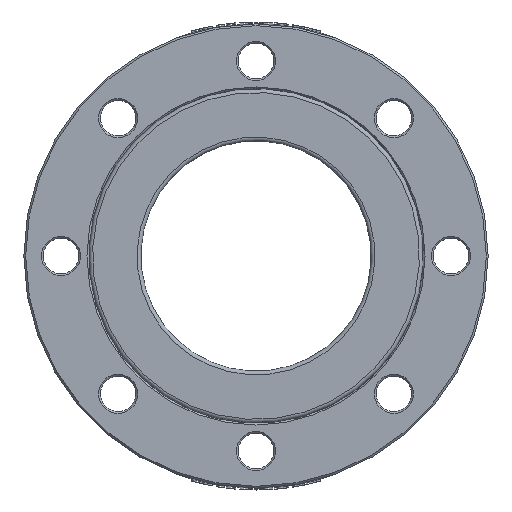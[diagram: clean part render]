
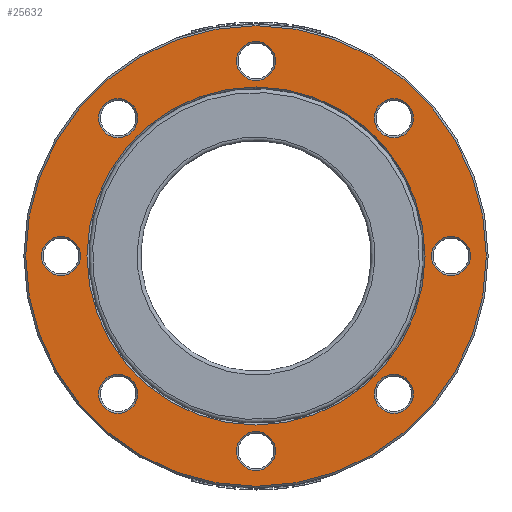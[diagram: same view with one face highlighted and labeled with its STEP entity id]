
A CAD part, left-side view. The second image highlights one B-rep face of the part: STEP entity #25632.
In plain terms, the highlighted planar face has unit normal (-1, 0, 0).
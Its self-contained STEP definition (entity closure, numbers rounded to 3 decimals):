
#5628=PLANE('',#27062);
#6099=FACE_BOUND('',#8642,.T.);
#6100=FACE_BOUND('',#8643,.T.);
#6101=FACE_BOUND('',#8644,.T.);
#6102=FACE_BOUND('',#8645,.T.);
#6103=FACE_BOUND('',#8646,.T.);
#6104=FACE_BOUND('',#8647,.T.);
#6105=FACE_BOUND('',#8648,.T.);
#6106=FACE_BOUND('',#8649,.T.);
#6107=FACE_BOUND('',#8650,.T.);
#7113=FACE_OUTER_BOUND('',#8641,.T.);
#8641=EDGE_LOOP('',(#20795));
#8642=EDGE_LOOP('',(#20796));
#8643=EDGE_LOOP('',(#20797));
#8644=EDGE_LOOP('',(#20798));
#8645=EDGE_LOOP('',(#20799));
#8646=EDGE_LOOP('',(#20800));
#8647=EDGE_LOOP('',(#20801));
#8648=EDGE_LOOP('',(#20802));
#8649=EDGE_LOOP('',(#20803));
#8650=EDGE_LOOP('',(#20804));
#9723=CIRCLE('',#27061,10.5);
#9724=CIRCLE('',#27063,124.);
#9725=CIRCLE('',#27064,10.5);
#9726=CIRCLE('',#27065,10.5);
#9727=CIRCLE('',#27066,10.5);
#9728=CIRCLE('',#27067,10.5);
#9729=CIRCLE('',#27068,10.5);
#9730=CIRCLE('',#27069,10.5);
#9731=CIRCLE('',#27070,91.);
#9732=CIRCLE('',#27071,10.5);
#11601=VERTEX_POINT('',#50290);
#11602=VERTEX_POINT('',#50293);
#11603=VERTEX_POINT('',#50295);
#11604=VERTEX_POINT('',#50297);
#11605=VERTEX_POINT('',#50299);
#11606=VERTEX_POINT('',#50301);
#11607=VERTEX_POINT('',#50303);
#11608=VERTEX_POINT('',#50305);
#11609=VERTEX_POINT('',#50307);
#11610=VERTEX_POINT('',#50309);
#14831=EDGE_CURVE('',#11601,#11601,#9723,.T.);
#14832=EDGE_CURVE('',#11602,#11602,#9724,.T.);
#14833=EDGE_CURVE('',#11603,#11603,#9725,.T.);
#14834=EDGE_CURVE('',#11604,#11604,#9726,.T.);
#14835=EDGE_CURVE('',#11605,#11605,#9727,.T.);
#14836=EDGE_CURVE('',#11606,#11606,#9728,.T.);
#14837=EDGE_CURVE('',#11607,#11607,#9729,.T.);
#14838=EDGE_CURVE('',#11608,#11608,#9730,.T.);
#14839=EDGE_CURVE('',#11609,#11609,#9731,.T.);
#14840=EDGE_CURVE('',#11610,#11610,#9732,.T.);
#20795=ORIENTED_EDGE('',*,*,#14832,.F.);
#20796=ORIENTED_EDGE('',*,*,#14833,.F.);
#20797=ORIENTED_EDGE('',*,*,#14834,.F.);
#20798=ORIENTED_EDGE('',*,*,#14835,.F.);
#20799=ORIENTED_EDGE('',*,*,#14836,.F.);
#20800=ORIENTED_EDGE('',*,*,#14837,.F.);
#20801=ORIENTED_EDGE('',*,*,#14838,.F.);
#20802=ORIENTED_EDGE('',*,*,#14839,.F.);
#20803=ORIENTED_EDGE('',*,*,#14840,.F.);
#20804=ORIENTED_EDGE('',*,*,#14831,.F.);
#25632=ADVANCED_FACE('',(#7113,#6099,#6100,#6101,#6102,#6103,#6104,#6105,
#6106,#6107),#5628,.T.);
#27061=AXIS2_PLACEMENT_3D('',#50291,#30605,#30606);
#27062=AXIS2_PLACEMENT_3D('',#50292,#30607,#30608);
#27063=AXIS2_PLACEMENT_3D('',#50294,#30609,#30610);
#27064=AXIS2_PLACEMENT_3D('',#50296,#30611,#30612);
#27065=AXIS2_PLACEMENT_3D('',#50298,#30613,#30614);
#27066=AXIS2_PLACEMENT_3D('',#50300,#30615,#30616);
#27067=AXIS2_PLACEMENT_3D('',#50302,#30617,#30618);
#27068=AXIS2_PLACEMENT_3D('',#50304,#30619,#30620);
#27069=AXIS2_PLACEMENT_3D('',#50306,#30621,#30622);
#27070=AXIS2_PLACEMENT_3D('',#50308,#30623,#30624);
#27071=AXIS2_PLACEMENT_3D('',#50310,#30625,#30626);
#30605=DIRECTION('center_axis',(-1.,0.,0.));
#30606=DIRECTION('ref_axis',(0.,0.,
1.));
#30607=DIRECTION('center_axis',(-1.,0.,0.));
#30608=DIRECTION('ref_axis',(0.,0.,1.));
#30609=DIRECTION('center_axis',(1.,0.,0.));
#30610=DIRECTION('ref_axis',(0.,0.,
-1.));
#30611=DIRECTION('center_axis',(-1.,0.,0.));
#30612=DIRECTION('ref_axis',(0.,0.707,0.707));
#30613=DIRECTION('center_axis',(-1.,0.,0.));
#30614=DIRECTION('ref_axis',(0.,0.707,-0.707));
#30615=DIRECTION('center_axis',(-1.,0.,0.));
#30616=DIRECTION('ref_axis',(0.,-0.707,0.707));
#30617=DIRECTION('center_axis',(-1.,0.,0.));
#30618=DIRECTION('ref_axis',(0.,-0.707,-0.707));
#30619=DIRECTION('center_axis',(-1.,0.,0.));
#30620=DIRECTION('ref_axis',(0.,0.,
-1.));
#30621=DIRECTION('center_axis',(-1.,0.,0.));
#30622=DIRECTION('ref_axis',(0.,-1.,0.));
#30623=DIRECTION('center_axis',(-1.,0.,0.));
#30624=DIRECTION('ref_axis',(0.,0.,
-1.));
#30625=DIRECTION('center_axis',(-1.,0.,0.));
#30626=DIRECTION('ref_axis',(0.,1.,0.));
#50290=CARTESIAN_POINT('',(-69.659,-73.75,66.648));
#50291=CARTESIAN_POINT('Origin',(-69.659,-73.75,77.148));
#50292=CARTESIAN_POINT('Origin',(-69.659,0.496,2.902));
#50293=CARTESIAN_POINT('',(-69.659,0.496,126.902));
#50294=CARTESIAN_POINT('Origin',(-69.659,0.496,2.902));
#50295=CARTESIAN_POINT('',(-69.659,-6.929,100.477));
#50296=CARTESIAN_POINT('Origin',(-69.659,0.496,107.902));
#50297=CARTESIAN_POINT('',(-69.659,98.071,10.326));
#50298=CARTESIAN_POINT('Origin',(-69.659,105.496,2.902));
#50299=CARTESIAN_POINT('',(-69.659,-97.08,-4.523));
#50300=CARTESIAN_POINT('Origin',(-69.659,-104.504,2.902));
#50301=CARTESIAN_POINT('',(-69.659,7.92,-94.674));
#50302=CARTESIAN_POINT('Origin',(-69.659,0.496,-102.098));
#50303=CARTESIAN_POINT('',(-69.659,74.742,-60.844));
#50304=CARTESIAN_POINT('Origin',(-69.659,74.742,-71.344));
#50305=CARTESIAN_POINT('',(-69.659,-63.25,-71.344));
#50306=CARTESIAN_POINT('Origin',(-69.659,-73.75,-71.344));
#50307=CARTESIAN_POINT('',(-69.659,0.496,93.902));
#50308=CARTESIAN_POINT('Origin',(-69.659,0.496,2.902));
#50309=CARTESIAN_POINT('',(-69.659,64.242,77.148));
#50310=CARTESIAN_POINT('Origin',(-69.659,74.742,77.148));
